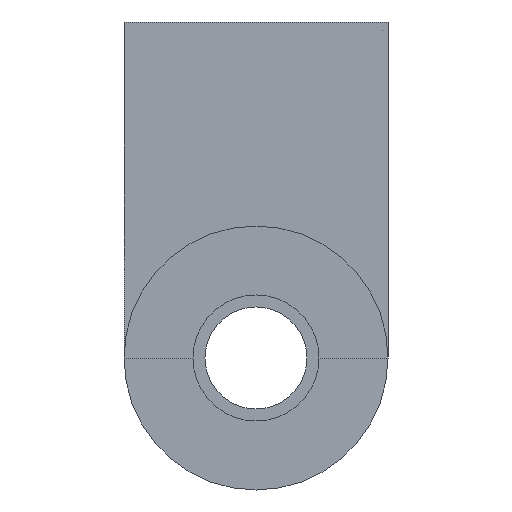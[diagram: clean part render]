
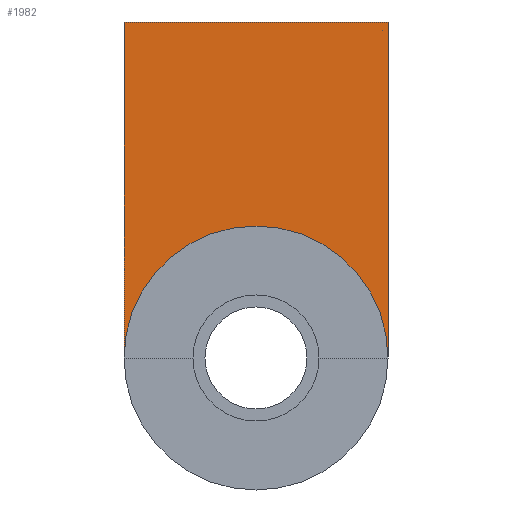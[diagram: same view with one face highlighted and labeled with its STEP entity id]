
A CAD part, front view. The second image highlights one B-rep face of the part: STEP entity #1982.
In plain terms, the highlighted planar face has unit normal (0, -1, 0).
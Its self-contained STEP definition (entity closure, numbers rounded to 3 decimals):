
#32 = PLANE('',#33);
#33 = AXIS2_PLACEMENT_3D('',#34,#35,#36);
#34 = CARTESIAN_POINT('',(-14.,-1.,73.));
#35 = DIRECTION('',(1.,0.,0.));
#36 = DIRECTION('',(0.,0.,1.));
#196 = VERTEX_POINT('',#197);
#197 = CARTESIAN_POINT('',(-14.,-1.,101.));
#211 = PLANE('',#212);
#212 = AXIS2_PLACEMENT_3D('',#213,#214,#215);
#213 = CARTESIAN_POINT('',(-14.,-1.,101.));
#214 = DIRECTION('',(0.,0.,1.));
#215 = DIRECTION('',(1.,0.,0.));
#223 = EDGE_CURVE('',#224,#196,#226,.T.);
#224 = VERTEX_POINT('',#225);
#225 = CARTESIAN_POINT('',(-14.,-1.,73.));
#226 = SURFACE_CURVE('',#227,(#231,#238),.PCURVE_S1.);
#227 = LINE('',#228,#229);
#228 = CARTESIAN_POINT('',(-14.,-1.,73.));
#229 = VECTOR('',#230,1.);
#230 = DIRECTION('',(0.,0.,1.));
#231 = PCURVE('',#32,#232);
#232 = DEFINITIONAL_REPRESENTATION('',(#233),#237);
#233 = LINE('',#234,#235);
#234 = CARTESIAN_POINT('',(0.,0.));
#235 = VECTOR('',#236,1.);
#236 = DIRECTION('',(1.,0.));
#237 = ( GEOMETRIC_REPRESENTATION_CONTEXT(2) 
PARAMETRIC_REPRESENTATION_CONTEXT() REPRESENTATION_CONTEXT('2D SPACE',''
  ) );
#238 = PCURVE('',#239,#244);
#239 = PLANE('',#240);
#240 = AXIS2_PLACEMENT_3D('',#241,#242,#243);
#241 = CARTESIAN_POINT('',(-14.,-1.,73.));
#242 = DIRECTION('',(0.,1.,0.));
#243 = DIRECTION('',(0.,0.,1.));
#244 = DEFINITIONAL_REPRESENTATION('',(#245),#249);
#245 = LINE('',#246,#247);
#246 = CARTESIAN_POINT('',(0.,0.));
#247 = VECTOR('',#248,1.);
#248 = DIRECTION('',(1.,0.));
#249 = ( GEOMETRIC_REPRESENTATION_CONTEXT(2) 
PARAMETRIC_REPRESENTATION_CONTEXT() REPRESENTATION_CONTEXT('2D SPACE',''
  ) );
#492 = PLANE('',#493);
#493 = AXIS2_PLACEMENT_3D('',#494,#495,#496);
#494 = CARTESIAN_POINT('',(8.,-1.,73.));
#495 = DIRECTION('',(1.,0.,0.));
#496 = DIRECTION('',(0.,0.,1.));
#1719 = EDGE_CURVE('',#196,#1720,#1722,.T.);
#1720 = VERTEX_POINT('',#1721);
#1721 = CARTESIAN_POINT('',(8.,-1.,101.));
#1722 = SURFACE_CURVE('',#1723,(#1727,#1734),.PCURVE_S1.);
#1723 = LINE('',#1724,#1725);
#1724 = CARTESIAN_POINT('',(-14.,-1.,101.));
#1725 = VECTOR('',#1726,1.);
#1726 = DIRECTION('',(1.,0.,0.));
#1727 = PCURVE('',#211,#1728);
#1728 = DEFINITIONAL_REPRESENTATION('',(#1729),#1733);
#1729 = LINE('',#1730,#1731);
#1730 = CARTESIAN_POINT('',(0.,0.));
#1731 = VECTOR('',#1732,1.);
#1732 = DIRECTION('',(1.,0.));
#1733 = ( GEOMETRIC_REPRESENTATION_CONTEXT(2) 
PARAMETRIC_REPRESENTATION_CONTEXT() REPRESENTATION_CONTEXT('2D SPACE',''
  ) );
#1734 = PCURVE('',#239,#1735);
#1735 = DEFINITIONAL_REPRESENTATION('',(#1736),#1740);
#1736 = LINE('',#1737,#1738);
#1737 = CARTESIAN_POINT('',(28.,0.));
#1738 = VECTOR('',#1739,1.);
#1739 = DIRECTION('',(0.,1.));
#1740 = ( GEOMETRIC_REPRESENTATION_CONTEXT(2) 
PARAMETRIC_REPRESENTATION_CONTEXT() REPRESENTATION_CONTEXT('2D SPACE',''
  ) );
#1982 = ADVANCED_FACE('',(#1983),#239,.F.);
#1983 = FACE_BOUND('',#1984,.F.);
#1984 = EDGE_LOOP('',(#1985,#2014,#2015,#2016));
#1985 = ORIENTED_EDGE('',*,*,#1986,.F.);
#1986 = EDGE_CURVE('',#224,#1987,#1989,.T.);
#1987 = VERTEX_POINT('',#1988);
#1988 = CARTESIAN_POINT('',(8.,-1.,73.));
#1989 = SURFACE_CURVE('',#1990,(#1995,#2002),.PCURVE_S1.);
#1990 = CIRCLE('',#1991,11.);
#1991 = AXIS2_PLACEMENT_3D('',#1992,#1993,#1994);
#1992 = CARTESIAN_POINT('',(-3.,-1.,73.));
#1993 = DIRECTION('',(-0.,1.,0.));
#1994 = DIRECTION('',(1.,0.,0.));
#1995 = PCURVE('',#239,#1996);
#1996 = DEFINITIONAL_REPRESENTATION('',(#1997),#2001);
#1997 = CIRCLE('',#1998,11.);
#1998 = AXIS2_PLACEMENT_2D('',#1999,#2000);
#1999 = CARTESIAN_POINT('',(0.,11.));
#2000 = DIRECTION('',(0.,1.));
#2001 = ( GEOMETRIC_REPRESENTATION_CONTEXT(2) 
PARAMETRIC_REPRESENTATION_CONTEXT() REPRESENTATION_CONTEXT('2D SPACE',''
  ) );
#2002 = PCURVE('',#2003,#2008);
#2003 = PLANE('',#2004);
#2004 = AXIS2_PLACEMENT_3D('',#2005,#2006,#2007);
#2005 = CARTESIAN_POINT('',(-3.,-1.,73.));
#2006 = DIRECTION('',(0.,1.,0.));
#2007 = DIRECTION('',(1.,0.,0.));
#2008 = DEFINITIONAL_REPRESENTATION('',(#2009),#2013);
#2009 = CIRCLE('',#2010,11.);
#2010 = AXIS2_PLACEMENT_2D('',#2011,#2012);
#2011 = CARTESIAN_POINT('',(0.,0.));
#2012 = DIRECTION('',(1.,0.));
#2013 = ( GEOMETRIC_REPRESENTATION_CONTEXT(2) 
PARAMETRIC_REPRESENTATION_CONTEXT() REPRESENTATION_CONTEXT('2D SPACE',''
  ) );
#2014 = ORIENTED_EDGE('',*,*,#223,.T.);
#2015 = ORIENTED_EDGE('',*,*,#1719,.T.);
#2016 = ORIENTED_EDGE('',*,*,#2017,.F.);
#2017 = EDGE_CURVE('',#1987,#1720,#2018,.T.);
#2018 = SURFACE_CURVE('',#2019,(#2023,#2030),.PCURVE_S1.);
#2019 = LINE('',#2020,#2021);
#2020 = CARTESIAN_POINT('',(8.,-1.,73.));
#2021 = VECTOR('',#2022,1.);
#2022 = DIRECTION('',(0.,0.,1.));
#2023 = PCURVE('',#239,#2024);
#2024 = DEFINITIONAL_REPRESENTATION('',(#2025),#2029);
#2025 = LINE('',#2026,#2027);
#2026 = CARTESIAN_POINT('',(0.,22.));
#2027 = VECTOR('',#2028,1.);
#2028 = DIRECTION('',(1.,0.));
#2029 = ( GEOMETRIC_REPRESENTATION_CONTEXT(2) 
PARAMETRIC_REPRESENTATION_CONTEXT() REPRESENTATION_CONTEXT('2D SPACE',''
  ) );
#2030 = PCURVE('',#492,#2031);
#2031 = DEFINITIONAL_REPRESENTATION('',(#2032),#2036);
#2032 = LINE('',#2033,#2034);
#2033 = CARTESIAN_POINT('',(0.,0.));
#2034 = VECTOR('',#2035,1.);
#2035 = DIRECTION('',(1.,0.));
#2036 = ( GEOMETRIC_REPRESENTATION_CONTEXT(2) 
PARAMETRIC_REPRESENTATION_CONTEXT() REPRESENTATION_CONTEXT('2D SPACE',''
  ) );
